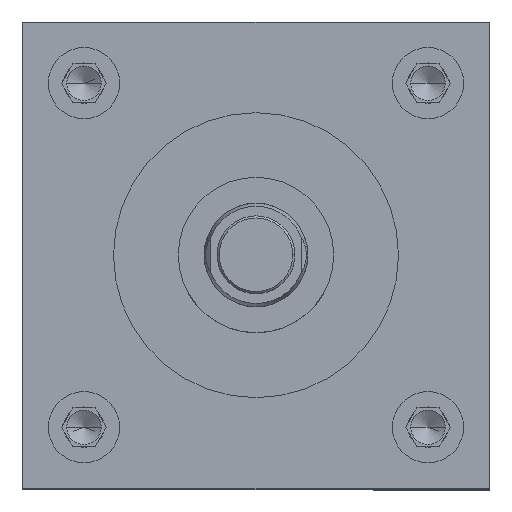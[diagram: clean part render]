
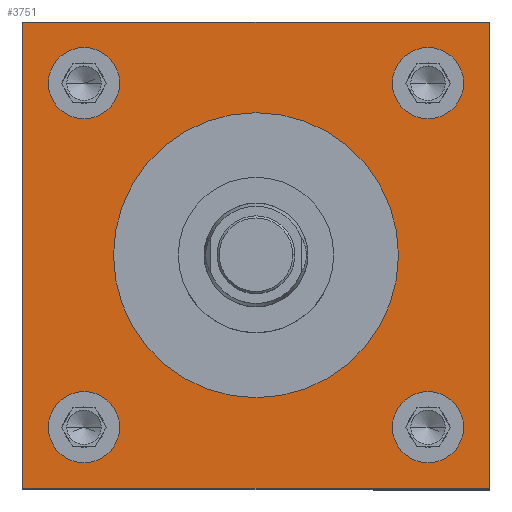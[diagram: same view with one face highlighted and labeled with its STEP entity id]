
A CAD part, top view. The second image highlights one B-rep face of the part: STEP entity #3751.
In plain terms, the highlighted planar face has unit normal (0, 0, 1).
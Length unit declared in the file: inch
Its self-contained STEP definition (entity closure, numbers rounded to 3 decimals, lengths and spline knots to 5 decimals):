
#128 = VERTEX_POINT ( 'NONE', #1985 ) ;
#164 = CARTESIAN_POINT ( 'NONE',  ( 1.375, 0., 9.25 ) ) ;
#281 = CARTESIAN_POINT ( 'NONE',  ( -2.25, -2.25, 9.25 ) ) ;
#320 = CARTESIAN_POINT ( 'NONE',  ( 2.0035, 1.66, 9.25 ) ) ;
#350 = CARTESIAN_POINT ( 'NONE',  ( 0., 0., 9.25 ) ) ;
#354 = FACE_BOUND ( 'NONE', #4626, .T. ) ;
#435 = AXIS2_PLACEMENT_3D ( 'NONE', #4512, #4007, #706 ) ;
#457 = AXIS2_PLACEMENT_3D ( 'NONE', #991, #2900, #1902 ) ;
#466 = CIRCLE ( 'NONE', #3475, 0.3435 ) ;
#603 = FACE_BOUND ( 'NONE', #3577, .T. ) ;
#639 = CIRCLE ( 'NONE', #1439, 1.375 ) ;
#654 = CIRCLE ( 'NONE', #1962, 0.3435 ) ;
#686 = EDGE_CURVE ( 'NONE', #5245, #6129, #654, .T. ) ;
#706 = DIRECTION ( 'NONE',  ( 1., 0., 0. ) ) ;
#750 = EDGE_CURVE ( 'NONE', #1483, #1602, #4614, .T. ) ;
#803 = FACE_BOUND ( 'NONE', #5941, .T. ) ;
#866 = EDGE_CURVE ( 'NONE', #1726, #1483, #2794, .T. ) ;
#915 = CARTESIAN_POINT ( 'NONE',  ( -1.66, 1.66, 9.25 ) ) ;
#976 = VECTOR ( 'NONE', #6016, 39.37008 ) ;
#991 = CARTESIAN_POINT ( 'NONE',  ( 1.66, 1.66, 9.25 ) ) ;
#1052 = DIRECTION ( 'NONE',  ( 0., 0., 1. ) ) ;
#1053 = LINE ( 'NONE', #4875, #2842 ) ;
#1097 = EDGE_CURVE ( 'NONE', #1364, #3480, #5922, .T. ) ;
#1115 = VECTOR ( 'NONE', #3754, 39.37008 ) ;
#1127 = DIRECTION ( 'NONE',  ( 0., 0., 1. ) ) ;
#1163 = CARTESIAN_POINT ( 'NONE',  ( -2.0035, 1.66, 9.25 ) ) ;
#1241 = DIRECTION ( 'NONE',  ( -1., 0., 0. ) ) ;
#1280 = AXIS2_PLACEMENT_3D ( 'NONE', #5134, #2138, #1659 ) ;
#1297 = CARTESIAN_POINT ( 'NONE',  ( -2.25, -2.25, 9.25 ) ) ;
#1364 = VERTEX_POINT ( 'NONE', #4229 ) ;
#1374 = EDGE_CURVE ( 'NONE', #1677, #1726, #6140, .T. ) ;
#1380 = AXIS2_PLACEMENT_3D ( 'NONE', #915, #1052, #2864 ) ;
#1439 = AXIS2_PLACEMENT_3D ( 'NONE', #350, #2747, #4195 ) ;
#1483 = VERTEX_POINT ( 'NONE', #5327 ) ;
#1553 = EDGE_LOOP ( 'NONE', ( #3746, #4416 ) ) ;
#1555 = AXIS2_PLACEMENT_3D ( 'NONE', #2558, #2105, #4498 ) ;
#1564 = CARTESIAN_POINT ( 'NONE',  ( -1.3165, -1.66, 9.25 ) ) ;
#1602 = VERTEX_POINT ( 'NONE', #3650 ) ;
#1639 = EDGE_CURVE ( 'NONE', #2986, #5531, #3052, .T. ) ;
#1659 = DIRECTION ( 'NONE',  ( 1., 0., 0. ) ) ;
#1677 = VERTEX_POINT ( 'NONE', #3686 ) ;
#1722 = ORIENTED_EDGE ( 'NONE', *, *, #750, .T. ) ;
#1726 = VERTEX_POINT ( 'NONE', #1297 ) ;
#1773 = ORIENTED_EDGE ( 'NONE', *, *, #2023, .F. ) ;
#1774 = EDGE_CURVE ( 'NONE', #5387, #4814, #639, .T. ) ;
#1854 = EDGE_CURVE ( 'NONE', #128, #4211, #3179, .T. ) ;
#1902 = DIRECTION ( 'NONE',  ( 1., 0., 0. ) ) ;
#1939 = ORIENTED_EDGE ( 'NONE', *, *, #1374, .T. ) ;
#1962 = AXIS2_PLACEMENT_3D ( 'NONE', #4926, #2032, #3974 ) ;
#1985 = CARTESIAN_POINT ( 'NONE',  ( 1.3165, 1.66, 9.25 ) ) ;
#2004 = EDGE_LOOP ( 'NONE', ( #4237, #5564 ) ) ;
#2021 = EDGE_CURVE ( 'NONE', #4814, #5387, #6201, .T. ) ;
#2023 = EDGE_CURVE ( 'NONE', #5531, #2986, #466, .T. ) ;
#2032 = DIRECTION ( 'NONE',  ( 0., 0., 1. ) ) ;
#2105 = DIRECTION ( 'NONE',  ( 0., 0., 1. ) ) ;
#2138 = DIRECTION ( 'NONE',  ( 0., 0., 1. ) ) ;
#2150 = EDGE_LOOP ( 'NONE', ( #1939, #4766, #1722, #5728 ) ) ;
#2226 = CARTESIAN_POINT ( 'NONE',  ( 2.25, -2.25, 9.25 ) ) ;
#2229 = DIRECTION ( 'NONE',  ( 1., 0., 0. ) ) ;
#2264 = FACE_BOUND ( 'NONE', #2004, .T. ) ;
#2528 = CARTESIAN_POINT ( 'NONE',  ( -2.25, 2.25, 9.25 ) ) ;
#2532 = ORIENTED_EDGE ( 'NONE', *, *, #2021, .F. ) ;
#2558 = CARTESIAN_POINT ( 'NONE',  ( 1.66, 1.66, 9.25 ) ) ;
#2592 = FACE_OUTER_BOUND ( 'NONE', #2150, .T. ) ;
#2718 = DIRECTION ( 'NONE',  ( 0., 0., -1. ) ) ;
#2732 = CARTESIAN_POINT ( 'NONE',  ( 2.0035, -1.66, 9.25 ) ) ;
#2747 = DIRECTION ( 'NONE',  ( 0., 0., 1. ) ) ;
#2794 = LINE ( 'NONE', #281, #976 ) ;
#2842 = VECTOR ( 'NONE', #2968, 39.37008 ) ;
#2864 = DIRECTION ( 'NONE',  ( 1., 0., 0. ) ) ;
#2900 = DIRECTION ( 'NONE',  ( 0., 0., 1. ) ) ;
#2968 = DIRECTION ( 'NONE',  ( -1., 0., 0. ) ) ;
#2986 = VERTEX_POINT ( 'NONE', #2732 ) ;
#3004 = VECTOR ( 'NONE', #4137, 39.37008 ) ;
#3052 = CIRCLE ( 'NONE', #435, 0.3435 ) ;
#3146 = CARTESIAN_POINT ( 'NONE',  ( 0., 0., 9.25 ) ) ;
#3179 = CIRCLE ( 'NONE', #457, 0.3435 ) ;
#3217 = ORIENTED_EDGE ( 'NONE', *, *, #1774, .F. ) ;
#3227 = CARTESIAN_POINT ( 'NONE',  ( 1.3165, -1.66, 9.25 ) ) ;
#3240 = ORIENTED_EDGE ( 'NONE', *, *, #1854, .F. ) ;
#3475 = AXIS2_PLACEMENT_3D ( 'NONE', #4472, #6038, #4031 ) ;
#3480 = VERTEX_POINT ( 'NONE', #1163 ) ;
#3577 = EDGE_LOOP ( 'NONE', ( #3217, #2532 ) ) ;
#3650 = CARTESIAN_POINT ( 'NONE',  ( 2.25, 2.25, 9.25 ) ) ;
#3686 = CARTESIAN_POINT ( 'NONE',  ( -2.25, 2.25, 9.25 ) ) ;
#3743 = EDGE_CURVE ( 'NONE', #3480, #1364, #5307, .T. ) ;
#3746 = ORIENTED_EDGE ( 'NONE', *, *, #1097, .F. ) ;
#3751 = ADVANCED_FACE ( 'NONE', ( #354, #803, #2264, #4461, #603, #2592 ), #5585, .F. ) ;
#3754 = DIRECTION ( 'NONE',  ( 0., -1., 0. ) ) ;
#3833 = EDGE_CURVE ( 'NONE', #4211, #128, #4406, .T. ) ;
#3974 = DIRECTION ( 'NONE',  ( 1., 0., 0. ) ) ;
#3998 = DIRECTION ( 'NONE',  ( 0., 0., 1. ) ) ;
#4007 = DIRECTION ( 'NONE',  ( 0., 0., 1. ) ) ;
#4031 = DIRECTION ( 'NONE',  ( 1., 0., 0. ) ) ;
#4137 = DIRECTION ( 'NONE',  ( 0., 1., 0. ) ) ;
#4195 = DIRECTION ( 'NONE',  ( 1., 0., 0. ) ) ;
#4211 = VERTEX_POINT ( 'NONE', #320 ) ;
#4229 = CARTESIAN_POINT ( 'NONE',  ( -1.3165, 1.66, 9.25 ) ) ;
#4237 = ORIENTED_EDGE ( 'NONE', *, *, #6231, .F. ) ;
#4406 = CIRCLE ( 'NONE', #1555, 0.3435 ) ;
#4416 = ORIENTED_EDGE ( 'NONE', *, *, #3743, .F. ) ;
#4427 = CIRCLE ( 'NONE', #1280, 0.3435 ) ;
#4461 = FACE_BOUND ( 'NONE', #1553, .T. ) ;
#4472 = CARTESIAN_POINT ( 'NONE',  ( 1.66, -1.66, 9.25 ) ) ;
#4498 = DIRECTION ( 'NONE',  ( 1., 0., 0. ) ) ;
#4512 = CARTESIAN_POINT ( 'NONE',  ( 1.66, -1.66, 9.25 ) ) ;
#4610 = AXIS2_PLACEMENT_3D ( 'NONE', #4945, #1127, #2229 ) ;
#4612 = ORIENTED_EDGE ( 'NONE', *, *, #3833, .F. ) ;
#4614 = LINE ( 'NONE', #2226, #3004 ) ;
#4626 = EDGE_LOOP ( 'NONE', ( #5685, #1773 ) ) ;
#4766 = ORIENTED_EDGE ( 'NONE', *, *, #866, .T. ) ;
#4814 = VERTEX_POINT ( 'NONE', #5875 ) ;
#4875 = CARTESIAN_POINT ( 'NONE',  ( -2.25, 2.25, 9.25 ) ) ;
#4926 = CARTESIAN_POINT ( 'NONE',  ( -1.66, -1.66, 9.25 ) ) ;
#4945 = CARTESIAN_POINT ( 'NONE',  ( -1.66, 1.66, 9.25 ) ) ;
#5079 = DIRECTION ( 'NONE',  ( 1., 0., 0. ) ) ;
#5085 = EDGE_CURVE ( 'NONE', #1602, #1677, #1053, .T. ) ;
#5134 = CARTESIAN_POINT ( 'NONE',  ( -1.66, -1.66, 9.25 ) ) ;
#5245 = VERTEX_POINT ( 'NONE', #5554 ) ;
#5307 = CIRCLE ( 'NONE', #4610, 0.3435 ) ;
#5327 = CARTESIAN_POINT ( 'NONE',  ( 2.25, -2.25, 9.25 ) ) ;
#5387 = VERTEX_POINT ( 'NONE', #164 ) ;
#5495 = AXIS2_PLACEMENT_3D ( 'NONE', #3146, #3998, #5079 ) ;
#5531 = VERTEX_POINT ( 'NONE', #3227 ) ;
#5554 = CARTESIAN_POINT ( 'NONE',  ( -2.0035, -1.66, 9.25 ) ) ;
#5564 = ORIENTED_EDGE ( 'NONE', *, *, #686, .F. ) ;
#5585 = PLANE ( 'NONE',  #6101 ) ;
#5677 = CARTESIAN_POINT ( 'NONE',  ( -2.25, -2.25, 9.25 ) ) ;
#5685 = ORIENTED_EDGE ( 'NONE', *, *, #1639, .F. ) ;
#5728 = ORIENTED_EDGE ( 'NONE', *, *, #5085, .T. ) ;
#5875 = CARTESIAN_POINT ( 'NONE',  ( -1.375, 0., 9.25 ) ) ;
#5922 = CIRCLE ( 'NONE', #1380, 0.3435 ) ;
#5941 = EDGE_LOOP ( 'NONE', ( #4612, #3240 ) ) ;
#6016 = DIRECTION ( 'NONE',  ( 1., 0., 0. ) ) ;
#6038 = DIRECTION ( 'NONE',  ( 0., 0., 1. ) ) ;
#6101 = AXIS2_PLACEMENT_3D ( 'NONE', #2528, #2718, #1241 ) ;
#6129 = VERTEX_POINT ( 'NONE', #1564 ) ;
#6140 = LINE ( 'NONE', #5677, #1115 ) ;
#6201 = CIRCLE ( 'NONE', #5495, 1.375 ) ;
#6231 = EDGE_CURVE ( 'NONE', #6129, #5245, #4427, .T. ) ;
